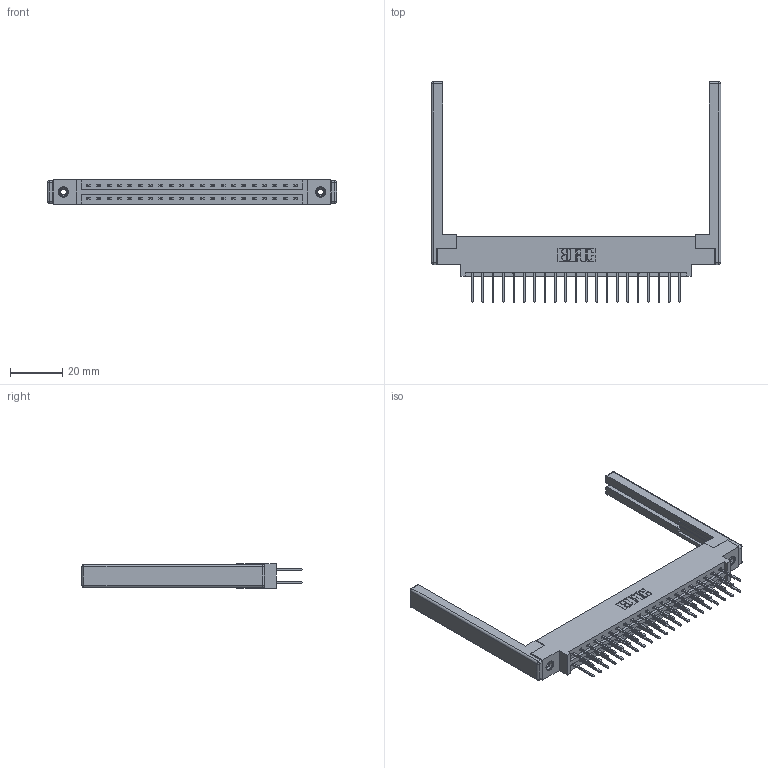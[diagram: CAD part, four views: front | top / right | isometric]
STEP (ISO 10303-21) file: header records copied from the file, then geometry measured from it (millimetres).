
FILE_DESCRIPTION (( 'STEP AP203' ), '1' );
FILE_NAME ('387-042-523-868.STEP', '2019-10-18T03:52:16', ( '' ), ( '' ), 'SwSTEP 2.0', 'SolidWorks 2016', '' );
FILE_SCHEMA (( 'CONFIG_CONTROL_DESIGN' ));
Length unit declared in the file: inch
Products named in the file (5): 337 Part_0.170 Offset - 0.156 Dia-TI; 387-042-523-868; 345-292-001_345-293-123; 345-250-001_345-250-001-102; 307-220-068
Assembly tree (47 placements, depth 2):
  387-042-523-868
    337 Part_0.170 Offset - 0.156 Dia-TI
    345-292-001_345-293-123  x42
    345-250-001_345-250-001-102  x2
    307-220-068  x2
Bounding box: 110.64 x 84.21 x 9.4 mm (x, y, z)
Volume: 15734.2 mm3; surface area: 17177.9 mm2
Topology: 47 solids, 47 shells, 2540 faces, 7475 edges, 4906 vertices
Faces by surface type: plane 1758, cylinder 758, cone 12, sphere 8, torus 4
Entity records: 21908 total; most frequent: CARTESIAN_POINT 3675, ORIENTED_EDGE 3600, DIRECTION 3234, EDGE_CURVE 1800, VECTOR 1622, LINE 1622, VERTEX_POINT 1190, AXIS2_PLACEMENT_3D 806
